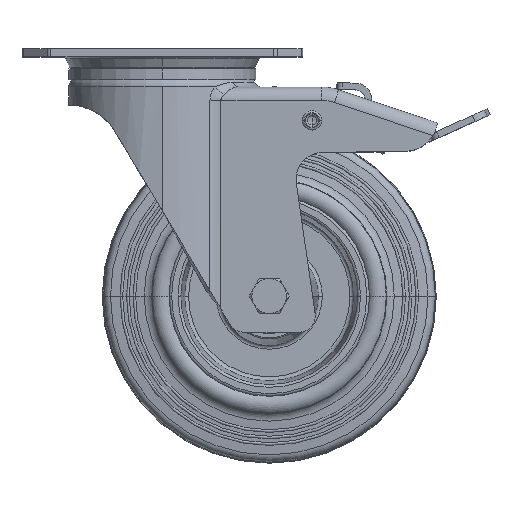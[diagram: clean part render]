
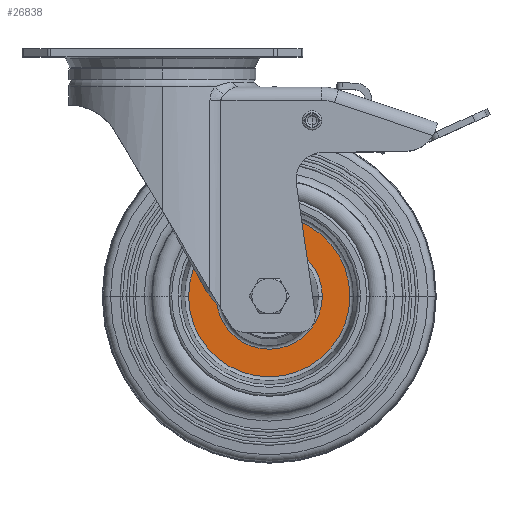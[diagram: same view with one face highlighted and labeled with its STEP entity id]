
A CAD part, top view. The second image highlights one B-rep face of the part: STEP entity #26838.
In plain terms, the highlighted planar face has unit normal (0, 0, 1).
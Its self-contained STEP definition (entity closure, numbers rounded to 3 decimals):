
#276 = VERTEX_POINT ( 'NONE', #27697 ) ;
#2504 = ORIENTED_EDGE ( 'NONE', *, *, #34025, .T. ) ;
#2536 = ORIENTED_EDGE ( 'NONE', *, *, #27408, .T. ) ;
#2882 = ORIENTED_EDGE ( 'NONE', *, *, #21939, .T. ) ;
#3555 = CARTESIAN_POINT ( 'NONE',  ( 59.846, -92.5, 2. ) ) ;
#5949 = DIRECTION ( 'NONE',  ( -1., 0., 0. ) ) ;
#7824 = DIRECTION ( 'NONE',  ( 0., 0., -1. ) ) ;
#10657 = CARTESIAN_POINT ( 'NONE',  ( 8.5, -92.5, 2. ) ) ;
#10844 = FACE_BOUND ( 'NONE', #21727, .T. ) ;
#12683 = CARTESIAN_POINT ( 'NONE',  ( 70.17, -92.5, 2. ) ) ;
#13338 = CIRCLE ( 'NONE', #15676, 19.846 ) ;
#15462 = CARTESIAN_POINT ( 'NONE',  ( 20.154, -92.5, 2. ) ) ;
#15676 = AXIS2_PLACEMENT_3D ( 'NONE', #34762, #21608, #32437 ) ;
#16721 = DIRECTION ( 'NONE',  ( -1., 0., 0. ) ) ;
#16808 = DIRECTION ( 'NONE',  ( 0., 0., 1. ) ) ;
#17449 = CARTESIAN_POINT ( 'NONE',  ( 40., -92.5, 2. ) ) ;
#17526 = AXIS2_PLACEMENT_3D ( 'NONE', #17449, #33445, #16721 ) ;
#18127 = AXIS2_PLACEMENT_3D ( 'NONE', #20016, #33523, #5949 ) ;
#18538 = PLANE ( 'NONE',  #26014 ) ;
#19821 = CIRCLE ( 'NONE', #18127, 19.846 ) ;
#20016 = CARTESIAN_POINT ( 'NONE',  ( 40., -92.5, 2. ) ) ;
#21483 = CIRCLE ( 'NONE', #17526, 30.17 ) ;
#21608 = DIRECTION ( 'NONE',  ( 0., 0., -1. ) ) ;
#21727 = EDGE_LOOP ( 'NONE', ( #2536, #32745 ) ) ;
#21939 = EDGE_CURVE ( 'NONE', #31750, #276, #26080, .T. ) ;
#24550 = FACE_OUTER_BOUND ( 'NONE', #29022, .T. ) ;
#24670 = DIRECTION ( 'NONE',  ( -1., 0., 0. ) ) ;
#26014 = AXIS2_PLACEMENT_3D ( 'NONE', #10657, #7824, #29485 ) ;
#26080 = CIRCLE ( 'NONE', #29434, 30.17 ) ;
#26838 = ADVANCED_FACE ( 'NONE', ( #10844, #24550 ), #18538, .F. ) ;
#27408 = EDGE_CURVE ( 'NONE', #29525, #30186, #13338, .T. ) ;
#27697 = CARTESIAN_POINT ( 'NONE',  ( 9.83, -92.5, 2. ) ) ;
#29022 = EDGE_LOOP ( 'NONE', ( #2504, #2882 ) ) ;
#29074 = EDGE_CURVE ( 'NONE', #30186, #29525, #19821, .T. ) ;
#29434 = AXIS2_PLACEMENT_3D ( 'NONE', #31986, #16808, #24670 ) ;
#29485 = DIRECTION ( 'NONE',  ( -1., 0., 0. ) ) ;
#29525 = VERTEX_POINT ( 'NONE', #15462 ) ;
#30186 = VERTEX_POINT ( 'NONE', #3555 ) ;
#31750 = VERTEX_POINT ( 'NONE', #12683 ) ;
#31986 = CARTESIAN_POINT ( 'NONE',  ( 40., -92.5, 2. ) ) ;
#32437 = DIRECTION ( 'NONE',  ( -1., 0., 0. ) ) ;
#32745 = ORIENTED_EDGE ( 'NONE', *, *, #29074, .T. ) ;
#33445 = DIRECTION ( 'NONE',  ( 0., 0., 1. ) ) ;
#33523 = DIRECTION ( 'NONE',  ( 0., 0., -1. ) ) ;
#34025 = EDGE_CURVE ( 'NONE', #276, #31750, #21483, .T. ) ;
#34762 = CARTESIAN_POINT ( 'NONE',  ( 40., -92.5, 2. ) ) ;
